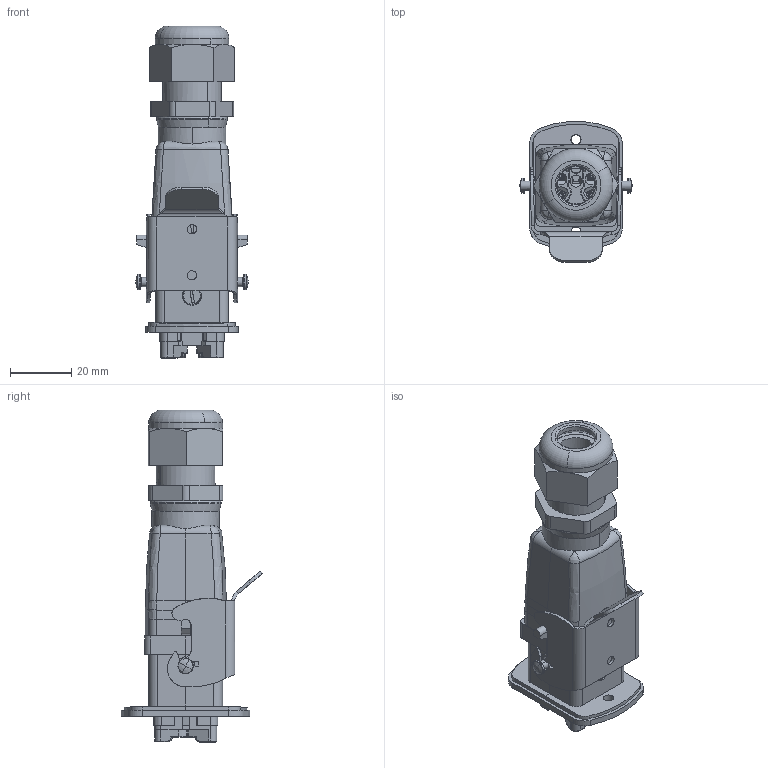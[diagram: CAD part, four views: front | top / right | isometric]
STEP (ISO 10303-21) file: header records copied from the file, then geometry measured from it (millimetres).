
FILE_DESCRIPTION(('CATIA V5 STEP Exchange','CAx-IF Rec.Pracs.--- Model Styling and Organization---1.5--- 2016-08-15','CAx-IF Rec.Pracs.---Supplemental Geometry---1.0---2011-11-01','CAx-IF Rec.Pracs.--- Composite Materials ---1.1---2010-07-15'),'2;1');
FILE_NAME ('022145-2_1', '2025-08-26T05:33:31+00:00', ('none'), ('Weidmueller'), 'CATIA Version 5-6 Release 2024 SP4', 'CATIA V5 STEP AP214 v3', 'none');
FILE_SCHEMA(('AUTOMOTIVE_DESIGN { 1 0 10303 214 1 1 1 1 }'));
Products named in the file (1): 1802430000 
Bounding box: 36.5 x 45.93 x 108 mm (x, y, z)
Volume: 38704.8 mm3; surface area: 49749.7 mm2
Topology: 11 solids, 31 shells, 3912 faces, 10359 edges, 6378 vertices
Faces by surface type: plane 2266, cylinder 1055, torus 324, cone 199, bspline 36, sphere 24, extrusion 6, revolution 2
Entity records: 115386 total; most frequent: CARTESIAN_POINT 25840, ORIENTED_EDGE 20632, DIRECTION 14864, EDGE_CURVE 10316, VECTOR 6722, LINE 6716, VERTEX_POINT 6378, AXIS2_PLACEMENT_3D 5564
